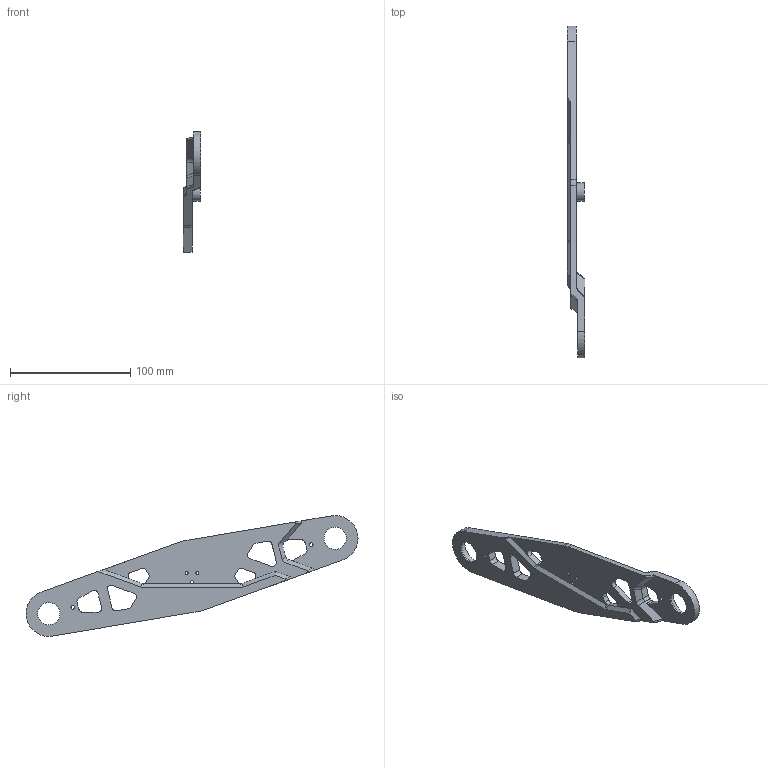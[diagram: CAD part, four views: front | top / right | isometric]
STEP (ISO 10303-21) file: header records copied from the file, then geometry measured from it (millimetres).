
FILE_DESCRIPTION(/* description */ (''),/* implementation_level */ '2;1');
FILE_NAME(/* name */ 'ALU_ARM_2.step',/* time_stamp */ '2019-12-09T11:58:22+01:00',/* author */ (''),/* organization */ (''),/* preprocessor_version */ 'ST-DEVELOPER v18',/* originating_system */ 'Autodesk Translation Framework v8.12.0.6',/* authorisation */ '');
FILE_SCHEMA (('AUTOMOTIVE_DESIGN { 1 0 10303 214 3 1 1 }'));
Length unit declared in the file: millimetre
Products named in the file (1): ALU_ARM_2
Bounding box: 14.5 x 276 x 100.5 mm (x, y, z)
Volume: 66178 mm3; surface area: 30500.2 mm2
Topology: 1 solids, 1 shells, 104 faces, 295 edges, 193 vertices
Faces by surface type: cylinder 50, plane 50, cone 2, bspline 2
Full cylindrical faces by diameter (mm): 2.5 x3, 3 x2, 15 x1, 18.5 x2, 24 x2, 32 x1
Entity records: 3487 total; most frequent: DIRECTION 610, CARTESIAN_POINT 603, ORIENTED_EDGE 590, EDGE_CURVE 295, AXIS2_PLACEMENT_3D 212, VERTEX_POINT 193, LINE 186, VECTOR 186
